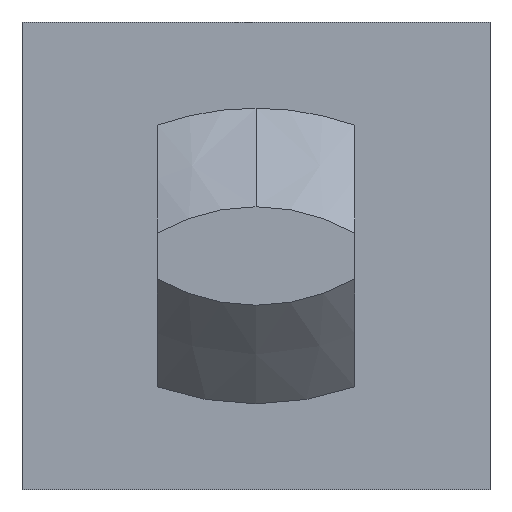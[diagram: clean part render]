
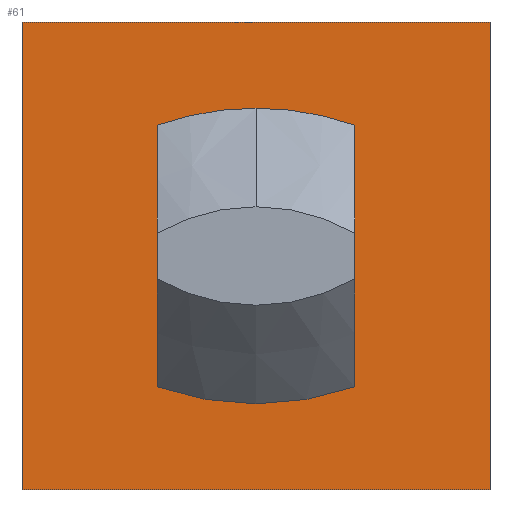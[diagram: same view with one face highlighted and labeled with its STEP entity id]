
A CAD part, front view. The second image highlights one B-rep face of the part: STEP entity #61.
In plain terms, the highlighted planar face has unit normal (0, -1, 0).
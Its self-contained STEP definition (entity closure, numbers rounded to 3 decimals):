
#7 = DIRECTION ( 'NONE',  ( -1., 0., 0. ) ) ;
#11 = VERTEX_POINT ( 'NONE', #118 ) ;
#21 = DIRECTION ( 'NONE',  ( 0., -1., 0. ) ) ;
#25 = VECTOR ( 'NONE', #87, 1000. ) ;
#44 = VECTOR ( 'NONE', #7, 1000. ) ;
#53 = ORIENTED_EDGE ( 'NONE', *, *, #579, .F. ) ;
#61 = ADVANCED_FACE ( 'NONE', ( #158, #358 ), #587, .T. ) ;
#67 = VECTOR ( 'NONE', #685, 1000. ) ;
#86 = LINE ( 'NONE', #349, #67 ) ;
#87 = DIRECTION ( 'NONE',  ( 1., 0., 0. ) ) ;
#91 = ORIENTED_EDGE ( 'NONE', *, *, #320, .F. ) ;
#94 = EDGE_CURVE ( 'NONE', #256, #569, #298, .T. ) ;
#115 = VERTEX_POINT ( 'NONE', #484 ) ;
#116 = EDGE_LOOP ( 'NONE', ( #520, #91, #279, #695, #330, #453 ) ) ;
#118 = CARTESIAN_POINT ( 'NONE',  ( -9.5, 0., -19. ) ) ;
#135 = CARTESIAN_POINT ( 'NONE',  ( -4., 0., -9.5 ) ) ;
#153 = LINE ( 'NONE', #391, #25 ) ;
#158 = FACE_OUTER_BOUND ( 'NONE', #188, .T. ) ;
#188 = EDGE_LOOP ( 'NONE', ( #302, #53, #324, #362 ) ) ;
#203 = DIRECTION ( 'NONE',  ( 0., 0., 1. ) ) ;
#227 = EDGE_CURVE ( 'NONE', #643, #256, #771, .T. ) ;
#228 = CARTESIAN_POINT ( 'NONE',  ( 0., 0., -13.5 ) ) ;
#229 = LINE ( 'NONE', #434, #44 ) ;
#242 = VECTOR ( 'NONE', #203, 1000. ) ;
#256 = VERTEX_POINT ( 'NONE', #707 ) ;
#275 = VECTOR ( 'NONE', #388, 1000. ) ;
#279 = ORIENTED_EDGE ( 'NONE', *, *, #438, .F. ) ;
#284 = CARTESIAN_POINT ( 'NONE',  ( -9.5, 0., 0. ) ) ;
#289 = DIRECTION ( 'NONE',  ( 0., 0., 1. ) ) ;
#298 = LINE ( 'NONE', #135, #345 ) ;
#301 = CARTESIAN_POINT ( 'NONE',  ( 0., 0., -9.5 ) ) ;
#302 = ORIENTED_EDGE ( 'NONE', *, *, #704, .F. ) ;
#309 = VECTOR ( 'NONE', #289, 1000. ) ;
#320 = EDGE_CURVE ( 'NONE', #399, #643, #229, .T. ) ;
#324 = ORIENTED_EDGE ( 'NONE', *, *, #537, .T. ) ;
#330 = ORIENTED_EDGE ( 'NONE', *, *, #464, .F. ) ;
#332 = LINE ( 'NONE', #354, #309 ) ;
#334 = CARTESIAN_POINT ( 'NONE',  ( -9.5, 0., 0. ) ) ;
#345 = VECTOR ( 'NONE', #589, 1000. ) ;
#349 = CARTESIAN_POINT ( 'NONE',  ( -9.5, 0., -19. ) ) ;
#351 = CARTESIAN_POINT ( 'NONE',  ( 4., 0., -9.5 ) ) ;
#354 = CARTESIAN_POINT ( 'NONE',  ( 4., 0., -9.5 ) ) ;
#358 = FACE_BOUND ( 'NONE', #116, .T. ) ;
#362 = ORIENTED_EDGE ( 'NONE', *, *, #765, .T. ) ;
#364 = DIRECTION ( 'NONE',  ( 0., 0., -1. ) ) ;
#377 = CARTESIAN_POINT ( 'NONE',  ( -9.5, 0., -19. ) ) ;
#379 = VERTEX_POINT ( 'NONE', #351 ) ;
#384 = CARTESIAN_POINT ( 'NONE',  ( 0., 0., -9.5 ) ) ;
#388 = DIRECTION ( 'NONE',  ( 0., 0., 1. ) ) ;
#391 = CARTESIAN_POINT ( 'NONE',  ( 0., 0., -13.5 ) ) ;
#399 = VERTEX_POINT ( 'NONE', #748 ) ;
#409 = LINE ( 'NONE', #459, #242 ) ;
#434 = CARTESIAN_POINT ( 'NONE',  ( 0., 0., -5.5 ) ) ;
#437 = VERTEX_POINT ( 'NONE', #228 ) ;
#438 = EDGE_CURVE ( 'NONE', #379, #399, #332, .T. ) ;
#444 = VERTEX_POINT ( 'NONE', #490 ) ;
#453 = ORIENTED_EDGE ( 'NONE', *, *, #94, .F. ) ;
#459 = CARTESIAN_POINT ( 'NONE',  ( 9.5, 0., -19. ) ) ;
#462 = DIRECTION ( 'NONE',  ( 0., 0., -1. ) ) ;
#464 = EDGE_CURVE ( 'NONE', #569, #437, #153, .T. ) ;
#484 = CARTESIAN_POINT ( 'NONE',  ( 9.5, 0., 0. ) ) ;
#490 = CARTESIAN_POINT ( 'NONE',  ( 9.5, 0., -19. ) ) ;
#507 = AXIS2_PLACEMENT_3D ( 'NONE', #384, #21, #462 ) ;
#520 = ORIENTED_EDGE ( 'NONE', *, *, #227, .F. ) ;
#525 = AXIS2_PLACEMENT_3D ( 'NONE', #301, #769, #364 ) ;
#530 = DIRECTION ( 'NONE',  ( 0., 0., -1. ) ) ;
#537 = EDGE_CURVE ( 'NONE', #11, #444, #86, .T. ) ;
#569 = VERTEX_POINT ( 'NONE', #795 ) ;
#579 = EDGE_CURVE ( 'NONE', #11, #601, #784, .T. ) ;
#587 = PLANE ( 'NONE',  #756 ) ;
#589 = DIRECTION ( 'NONE',  ( 0., 0., -1. ) ) ;
#601 = VERTEX_POINT ( 'NONE', #334 ) ;
#624 = CIRCLE ( 'NONE', #507, 4. ) ;
#643 = VERTEX_POINT ( 'NONE', #740 ) ;
#683 = LINE ( 'NONE', #284, #824 ) ;
#685 = DIRECTION ( 'NONE',  ( 1., 0., 0. ) ) ;
#695 = ORIENTED_EDGE ( 'NONE', *, *, #768, .F. ) ;
#704 = EDGE_CURVE ( 'NONE', #601, #115, #683, .T. ) ;
#707 = CARTESIAN_POINT ( 'NONE',  ( -4., 0., -9.5 ) ) ;
#723 = DIRECTION ( 'NONE',  ( 0., -1., 0. ) ) ;
#740 = CARTESIAN_POINT ( 'NONE',  ( 0., 0., -5.5 ) ) ;
#748 = CARTESIAN_POINT ( 'NONE',  ( 4., 0., -5.5 ) ) ;
#756 = AXIS2_PLACEMENT_3D ( 'NONE', #377, #723, #530 ) ;
#765 = EDGE_CURVE ( 'NONE', #444, #115, #409, .T. ) ;
#768 = EDGE_CURVE ( 'NONE', #437, #379, #624, .T. ) ;
#769 = DIRECTION ( 'NONE',  ( 0., -1., 0. ) ) ;
#771 = CIRCLE ( 'NONE', #525, 4. ) ;
#784 = LINE ( 'NONE', #798, #275 ) ;
#795 = CARTESIAN_POINT ( 'NONE',  ( -4., 0., -13.5 ) ) ;
#798 = CARTESIAN_POINT ( 'NONE',  ( -9.5, 0., -19. ) ) ;
#812 = DIRECTION ( 'NONE',  ( 1., 0., 0. ) ) ;
#824 = VECTOR ( 'NONE', #812, 1000. ) ;
